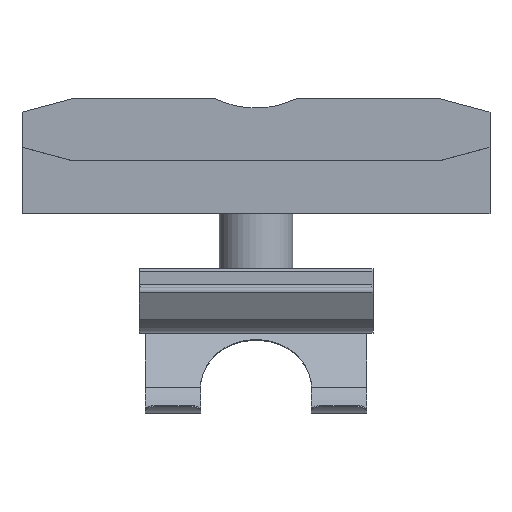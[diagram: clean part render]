
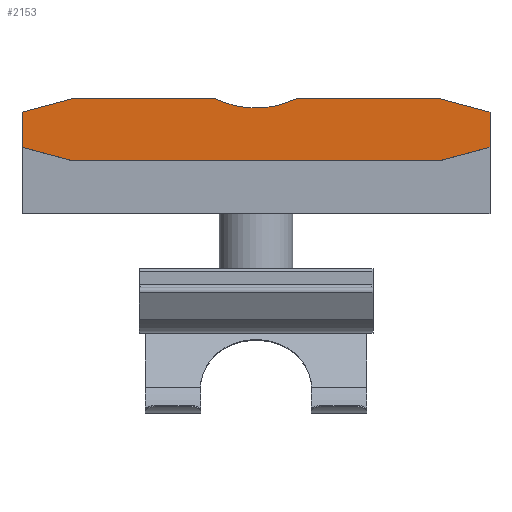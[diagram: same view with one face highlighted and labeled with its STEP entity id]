
A CAD part, top view. The second image highlights one B-rep face of the part: STEP entity #2153.
In plain terms, the highlighted planar face has unit normal (0, 0, 1).
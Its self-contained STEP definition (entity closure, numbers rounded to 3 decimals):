
#29=B_SPLINE_CURVE_WITH_KNOTS('',3,(#3709,#3710,#3711,#3712,#3713,#3714),
 .UNSPECIFIED.,.F.,.F.,(4,1,1,4),(0.025,0.027,
0.029,0.032),.UNSPECIFIED.);
#121=LINE('',#3704,#355);
#122=LINE('',#3706,#356);
#123=LINE('',#3715,#357);
#124=LINE('',#3717,#358);
#125=LINE('',#3719,#359);
#126=LINE('',#3721,#360);
#127=LINE('',#3723,#361);
#128=LINE('',#3725,#362);
#129=LINE('',#3727,#363);
#355=VECTOR('',#3091,1000.);
#356=VECTOR('',#3094,1000.);
#357=VECTOR('',#3095,1000.);
#358=VECTOR('',#3096,1000.);
#359=VECTOR('',#3097,1000.);
#360=VECTOR('',#3098,1000.);
#361=VECTOR('',#3099,1000.);
#362=VECTOR('',#3100,1000.);
#363=VECTOR('',#3101,1000.);
#619=ORIENTED_EDGE('',*,*,#1218,.T.);
#620=ORIENTED_EDGE('',*,*,#1219,.T.);
#621=ORIENTED_EDGE('',*,*,#1217,.T.);
#622=ORIENTED_EDGE('',*,*,#1220,.T.);
#623=ORIENTED_EDGE('',*,*,#1221,.T.);
#624=ORIENTED_EDGE('',*,*,#1222,.T.);
#625=ORIENTED_EDGE('',*,*,#1223,.T.);
#626=ORIENTED_EDGE('',*,*,#1224,.T.);
#627=ORIENTED_EDGE('',*,*,#1225,.T.);
#628=ORIENTED_EDGE('',*,*,#1226,.T.);
#1217=EDGE_CURVE('',#1519,#1522,#121,.T.);
#1218=EDGE_CURVE('',#1523,#1524,#122,.T.);
#1219=EDGE_CURVE('',#1524,#1519,#29,.T.);
#1220=EDGE_CURVE('',#1522,#1525,#123,.T.);
#1221=EDGE_CURVE('',#1525,#1526,#124,.T.);
#1222=EDGE_CURVE('',#1526,#1527,#125,.T.);
#1223=EDGE_CURVE('',#1527,#1528,#126,.T.);
#1224=EDGE_CURVE('',#1528,#1529,#127,.T.);
#1225=EDGE_CURVE('',#1529,#1530,#128,.T.);
#1226=EDGE_CURVE('',#1530,#1523,#129,.T.);
#1519=VERTEX_POINT('',#3698);
#1522=VERTEX_POINT('',#3703);
#1523=VERTEX_POINT('',#3707);
#1524=VERTEX_POINT('',#3708);
#1525=VERTEX_POINT('',#3716);
#1526=VERTEX_POINT('',#3718);
#1527=VERTEX_POINT('',#3720);
#1528=VERTEX_POINT('',#3722);
#1529=VERTEX_POINT('',#3724);
#1530=VERTEX_POINT('',#3726);
#1779=EDGE_LOOP('',(#619,#620,#621,#622,#623,#624,#625,#626,#627,#628));
#1923=FACE_BOUND('',#1779,.T.);
#2058=PLANE('',#2859);
#2153=ADVANCED_FACE('',(#1923),#2058,.T.);
#2859=AXIS2_PLACEMENT_3D('',#3705,#3092,#3093);
#3091=DIRECTION('',(-1.,0.,0.));
#3092=DIRECTION('',(0.,0.,1.));
#3093=DIRECTION('',(1.,0.,0.));
#3094=DIRECTION('',(-1.,0.,0.));
#3095=DIRECTION('',(-0.966,-0.259,0.));
#3096=DIRECTION('',(0.,-1.,0.));
#3097=DIRECTION('',(0.966,-0.259,0.));
#3098=DIRECTION('',(1.,0.,0.));
#3099=DIRECTION('',(0.966,0.259,0.));
#3100=DIRECTION('',(0.,1.,0.));
#3101=DIRECTION('',(-0.966,0.259,0.));
#3698=CARTESIAN_POINT('',(-3.326,5.,7.));
#3703=CARTESIAN_POINT('',(-15.,5.,7.));
#3704=CARTESIAN_POINT('',(15.,5.,7.));
#3705=CARTESIAN_POINT('',(0.,0.,7.));
#3706=CARTESIAN_POINT('',(15.,5.,7.));
#3707=CARTESIAN_POINT('',(15.,5.,7.));
#3708=CARTESIAN_POINT('',(3.326,5.,7.));
#3709=CARTESIAN_POINT('',(3.326,5.,7.));
#3710=CARTESIAN_POINT('',(2.797,4.773,7.));
#3711=CARTESIAN_POINT('',(1.719,4.396,7.));
#3712=CARTESIAN_POINT('',(-0.586,4.102,7.));
#3713=CARTESIAN_POINT('',(-2.278,4.55,7.));
#3714=CARTESIAN_POINT('',(-3.326,5.,7.));
#3715=CARTESIAN_POINT('',(-15.,5.,7.));
#3716=CARTESIAN_POINT('',(-19.,3.928,7.));
#3717=CARTESIAN_POINT('',(-19.,3.928,7.));
#3718=CARTESIAN_POINT('',(-19.,1.072,7.));
#3719=CARTESIAN_POINT('',(-19.,1.072,7.));
#3720=CARTESIAN_POINT('',(-15.,0.,7.));
#3721=CARTESIAN_POINT('',(-15.,0.,7.));
#3722=CARTESIAN_POINT('',(15.,0.,7.));
#3723=CARTESIAN_POINT('',(15.,0.,7.));
#3724=CARTESIAN_POINT('',(19.,1.072,7.));
#3725=CARTESIAN_POINT('',(19.,1.072,7.));
#3726=CARTESIAN_POINT('',(19.,3.928,7.));
#3727=CARTESIAN_POINT('',(19.,3.928,7.));
